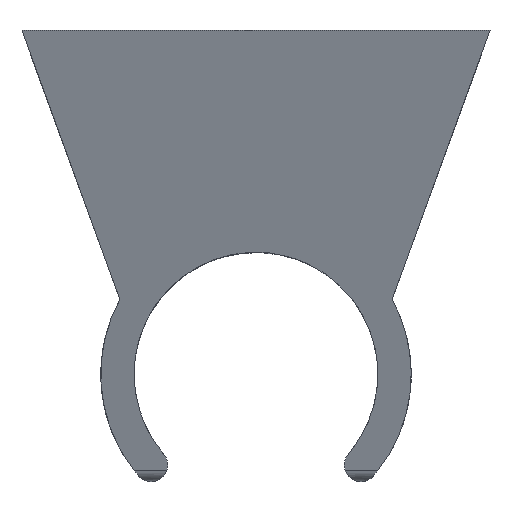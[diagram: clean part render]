
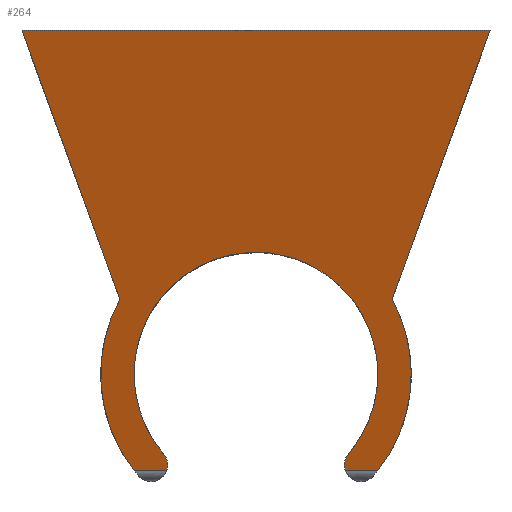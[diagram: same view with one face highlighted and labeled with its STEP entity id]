
A CAD part, top view. The second image highlights one B-rep face of the part: STEP entity #264.
In plain terms, the highlighted planar face has unit normal (0, -0.342, 0.94).
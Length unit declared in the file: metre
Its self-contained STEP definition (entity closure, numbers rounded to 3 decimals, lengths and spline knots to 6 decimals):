
#13=PLANE('',#297);
#22=LINE('',#431,#40);
#27=LINE('',#463,#45);
#28=LINE('',#464,#46);
#29=LINE('',#465,#47);
#30=LINE('',#466,#48);
#40=VECTOR('',#334,1.);
#45=VECTOR('',#355,1.);
#46=VECTOR('',#356,1.);
#47=VECTOR('',#357,1.);
#48=VECTOR('',#358,1.);
#77=ORIENTED_EDGE('',*,*,#157,.T.);
#78=ORIENTED_EDGE('',*,*,#158,.T.);
#79=ORIENTED_EDGE('',*,*,#137,.T.);
#80=ORIENTED_EDGE('',*,*,#159,.F.);
#81=ORIENTED_EDGE('',*,*,#146,.F.);
#82=ORIENTED_EDGE('',*,*,#160,.T.);
#83=ORIENTED_EDGE('',*,*,#149,.T.);
#84=ORIENTED_EDGE('',*,*,#161,.T.);
#85=ORIENTED_EDGE('',*,*,#162,.T.);
#86=ORIENTED_EDGE('',*,*,#155,.F.);
#137=EDGE_CURVE('',#177,#178,#205,.T.);
#146=EDGE_CURVE('',#186,#183,#22,.T.);
#149=EDGE_CURVE('',#190,#189,#207,.T.);
#155=EDGE_CURVE('',#195,#196,#210,.T.);
#157=EDGE_CURVE('',#195,#197,#211,.T.);
#158=EDGE_CURVE('',#197,#177,#27,.F.);
#159=EDGE_CURVE('',#183,#178,#28,.T.);
#160=EDGE_CURVE('',#186,#190,#29,.T.);
#161=EDGE_CURVE('',#189,#198,#30,.T.);
#162=EDGE_CURVE('',#198,#196,#212,.T.);
#177=VERTEX_POINT('',#406);
#178=VERTEX_POINT('',#407);
#183=VERTEX_POINT('',#425);
#186=VERTEX_POINT('',#430);
#189=VERTEX_POINT('',#440);
#190=VERTEX_POINT('',#442);
#195=VERTEX_POINT('',#456);
#196=VERTEX_POINT('',#458);
#197=VERTEX_POINT('',#462);
#198=VERTEX_POINT('',#467);
#205=ELLIPSE('',#288,0.011174,0.0105);
#207=ELLIPSE('',#292,0.011174,0.0105);
#210=ELLIPSE('',#296,0.008779,0.00825);
#211=ELLIPSE('',#298,0.001197,0.001125);
#212=ELLIPSE('',#299,0.001197,0.001125);
#227=EDGE_LOOP('',(#77,#78,#79,#80,#81,#82,#83,#84,#85,#86));
#241=FACE_BOUND('',#227,.T.);
#264=ADVANCED_FACE('',(#241),#13,.T.);
#288=AXIS2_PLACEMENT_3D('',#405,#323,#324);
#292=AXIS2_PLACEMENT_3D('',#441,#338,#339);
#296=AXIS2_PLACEMENT_3D('',#457,#348,#349);
#297=AXIS2_PLACEMENT_3D('',#460,#351,#352);
#298=AXIS2_PLACEMENT_3D('',#461,#353,#354);
#299=AXIS2_PLACEMENT_3D('',#468,#359,#360);
#323=DIRECTION('',(0.,-0.342,0.94));
#324=DIRECTION('',(0.,-0.94,-0.342));
#334=DIRECTION('',(1.,0.,0.));
#338=DIRECTION('',(0.,-0.342,0.94));
#339=DIRECTION('',(0.,-0.94,-0.342));
#348=DIRECTION('',(0.,-0.342,0.94));
#349=DIRECTION('',(0.,-0.94,-0.342));
#351=DIRECTION('',(0.,-0.342,0.94));
#352=DIRECTION('',(0.,-0.94,-0.342));
#353=DIRECTION('',(0.,-0.342,0.94));
#354=DIRECTION('',(0.,-0.94,-0.342));
#355=DIRECTION('',(-1.,0.,0.));
#356=DIRECTION('',(-0.324,-0.889,-0.324));
#357=DIRECTION('',(0.324,-0.889,-0.324));
#358=DIRECTION('',(1.,0.,0.));
#359=DIRECTION('',(0.,-0.342,0.94));
#360=DIRECTION('',(0.,-0.94,-0.342));
#405=CARTESIAN_POINT('',(0.,0.,0.004143));
#406=CARTESIAN_POINT('',(0.008229,-0.006522,0.001769));
#407=CARTESIAN_POINT('',(0.009204,0.005053,0.005982));
#425=CARTESIAN_POINT('',(0.015827,0.02325,0.012605));
#430=CARTESIAN_POINT('',(-0.015827,0.02325,0.012605));
#431=CARTESIAN_POINT('',(0.,0.02325,0.012605));
#440=CARTESIAN_POINT('',(-0.008229,-0.006522,0.001769));
#441=CARTESIAN_POINT('',(0.,0.,0.004143));
#442=CARTESIAN_POINT('',(-0.009204,0.005053,0.005982));
#456=CARTESIAN_POINT('',(0.006237,-0.0054,0.002177));
#457=CARTESIAN_POINT('',(0.,0.,0.004143));
#458=CARTESIAN_POINT('',(-0.006237,-0.0054,0.002177));
#460=CARTESIAN_POINT('',(-0.00575,-0.007262,0.0015));
#461=CARTESIAN_POINT('',(0.007087,-0.006137,0.001909));
#462=CARTESIAN_POINT('',(0.00603,-0.006522,0.001769));
#463=CARTESIAN_POINT('',(-0.00575,-0.006522,0.001769));
#464=CARTESIAN_POINT('',(0.012863,0.015105,0.009641));
#465=CARTESIAN_POINT('',(-0.012863,0.015105,0.009641));
#466=CARTESIAN_POINT('',(-0.003915,-0.006522,0.001769));
#467=CARTESIAN_POINT('',(-0.00603,-0.006522,0.001769));
#468=CARTESIAN_POINT('',(-0.007087,-0.006137,0.001909));
